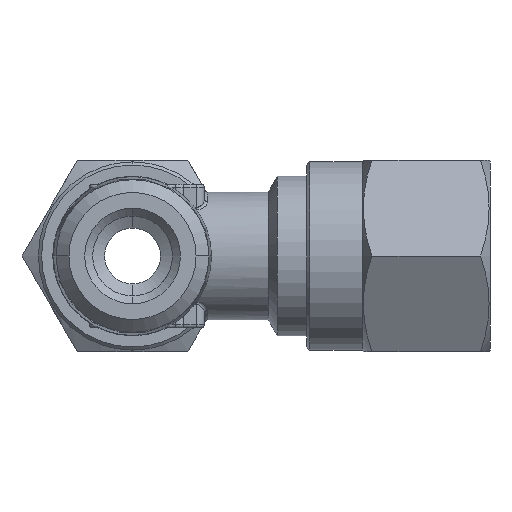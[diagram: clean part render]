
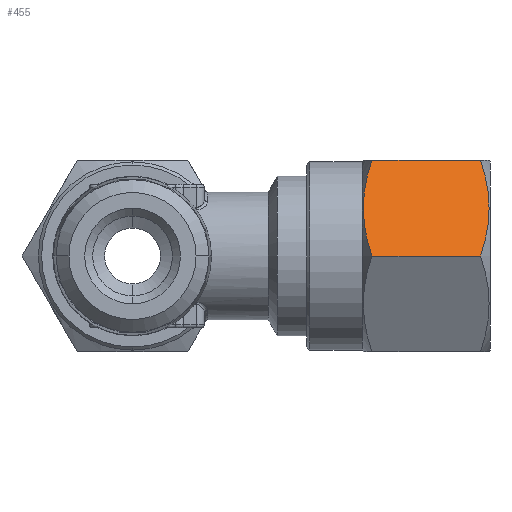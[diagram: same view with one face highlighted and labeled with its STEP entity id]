
A CAD part, front view. The second image highlights one B-rep face of the part: STEP entity #455.
In plain terms, the highlighted planar face has unit normal (0, -0.866, 0.5).
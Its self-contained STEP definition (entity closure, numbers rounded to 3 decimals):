
#57 = EDGE_LOOP ( 'NONE', ( #5968, #5969, #5970, #5971 ) ) ;
#297 = VECTOR ( 'NONE', #5207, 1000. ) ;
#298 = VECTOR ( 'NONE', #5217, 1000. ) ;
#380 = B_SPLINE_CURVE_WITH_KNOTS ( 'NONE', 3,
 ( #1849, #1850, #1851, #1852, #1853, #1854, #1855, #1856, #1857, #1858 ),
 .UNSPECIFIED., .F., .F.,
 ( 4, 2, 2, 2, 4 ),
 ( 0., 0.003, 0.004, 0.005, 0.007 ),
 .UNSPECIFIED. ) ;
#406 = VERTEX_POINT ( 'NONE', #1407 ) ;
#407 = VERTEX_POINT ( 'NONE', #1408 ) ;
#418 = VERTEX_POINT ( 'NONE', #1419 ) ;
#419 = VERTEX_POINT ( 'NONE', #1420 ) ;
#455 = ADVANCED_FACE ( 'NONE', ( #5145 ), #1430, .F. ) ;
#1223 = AXIS2_PLACEMENT_3D ( 'NONE', #1431, #1432, #1433 ) ;
#1407 = CARTESIAN_POINT ( 'NONE',  ( 21.81, -3.464, 6. ) ) ;
#1408 = CARTESIAN_POINT ( 'NONE',  ( 21.81, -6.928, 0. ) ) ;
#1419 = CARTESIAN_POINT ( 'NONE',  ( 14.997, -6.928, 0. ) ) ;
#1420 = CARTESIAN_POINT ( 'NONE',  ( 14.997, -3.464, 6. ) ) ;
#1430 = PLANE ( 'NONE',  #1223 ) ;
#1431 = CARTESIAN_POINT ( 'NONE',  ( 22.403, -3.464, 6. ) ) ;
#1432 = DIRECTION ( 'NONE',  ( 0., 0.866, -0.5 ) ) ;
#1433 = DIRECTION ( 'NONE',  ( 0., 0.5, 0.866 ) ) ;
#1849 = CARTESIAN_POINT ( 'NONE',  ( 14.997, -6.928, 0. ) ) ;
#1850 = CARTESIAN_POINT ( 'NONE',  ( 14.67, -6.363, 0.98 ) ) ;
#1851 = CARTESIAN_POINT ( 'NONE',  ( 14.462, -5.788, 1.974 ) ) ;
#1852 = CARTESIAN_POINT ( 'NONE',  ( 14.461, -5.052, 3.249 ) ) ;
#1853 = CARTESIAN_POINT ( 'NONE',  ( 14.473, -4.904, 3.506 ) ) ;
#1854 = CARTESIAN_POINT ( 'NONE',  ( 14.522, -4.612, 4.012 ) ) ;
#1855 = CARTESIAN_POINT ( 'NONE',  ( 14.559, -4.466, 4.264 ) ) ;
#1856 = CARTESIAN_POINT ( 'NONE',  ( 14.699, -4.033, 5.015 ) ) ;
#1857 = CARTESIAN_POINT ( 'NONE',  ( 14.834, -3.747, 5.51 ) ) ;
#1858 = CARTESIAN_POINT ( 'NONE',  ( 14.997, -3.464, 6. ) ) ;
#2243 = EDGE_CURVE ( 'NONE', #418, #419, #380, .T. ) ;
#2419 = EDGE_CURVE ( 'NONE', #406, #419, #4841, .T. ) ;
#2424 = EDGE_CURVE ( 'NONE', #407, #418, #4842, .T. ) ;
#2611 = EDGE_CURVE ( 'NONE', #406, #407, #4874, .T. ) ;
#3515 = CARTESIAN_POINT ( 'NONE',  ( 21.81, -3.464, 6. ) ) ;
#3516 = CARTESIAN_POINT ( 'NONE',  ( 22.136, -4.03, 5.02 ) ) ;
#3517 = CARTESIAN_POINT ( 'NONE',  ( 22.345, -4.604, 4.026 ) ) ;
#3518 = CARTESIAN_POINT ( 'NONE',  ( 22.346, -5.34, 2.751 ) ) ;
#3519 = CARTESIAN_POINT ( 'NONE',  ( 22.333, -5.488, 2.494 ) ) ;
#3520 = CARTESIAN_POINT ( 'NONE',  ( 22.284, -5.781, 1.988 ) ) ;
#3521 = CARTESIAN_POINT ( 'NONE',  ( 22.248, -5.926, 1.736 ) ) ;
#3522 = CARTESIAN_POINT ( 'NONE',  ( 22.108, -6.36, 0.985 ) ) ;
#3523 = CARTESIAN_POINT ( 'NONE',  ( 21.973, -6.645, 0.49 ) ) ;
#3524 = CARTESIAN_POINT ( 'NONE',  ( 21.81, -6.928, 0. ) ) ;
#4841 = LINE ( 'NONE', #5206, #297 ) ;
#4842 = LINE ( 'NONE', #5216, #298 ) ;
#4874 = B_SPLINE_CURVE_WITH_KNOTS ( 'NONE', 3,
 ( #3515, #3516, #3517, #3518, #3519, #3520, #3521, #3522, #3523, #3524 ),
 .UNSPECIFIED., .F., .F.,
 ( 4, 2, 2, 2, 4 ),
 ( 0., 0.003, 0.004, 0.005, 0.007 ),
 .UNSPECIFIED. ) ;
#5145 = FACE_OUTER_BOUND ( 'NONE', #57, .T. ) ;
#5206 = CARTESIAN_POINT ( 'NONE',  ( 22.403, -3.464, 6. ) ) ;
#5207 = DIRECTION ( 'NONE',  ( -1., 0., 0. ) ) ;
#5216 = CARTESIAN_POINT ( 'NONE',  ( 22.403, -6.928, 0. ) ) ;
#5217 = DIRECTION ( 'NONE',  ( -1., 0., 0. ) ) ;
#5968 = ORIENTED_EDGE ( 'NONE', *, *, #2419, .T. ) ;
#5969 = ORIENTED_EDGE ( 'NONE', *, *, #2243, .F. ) ;
#5970 = ORIENTED_EDGE ( 'NONE', *, *, #2424, .F. ) ;
#5971 = ORIENTED_EDGE ( 'NONE', *, *, #2611, .F. ) ;
